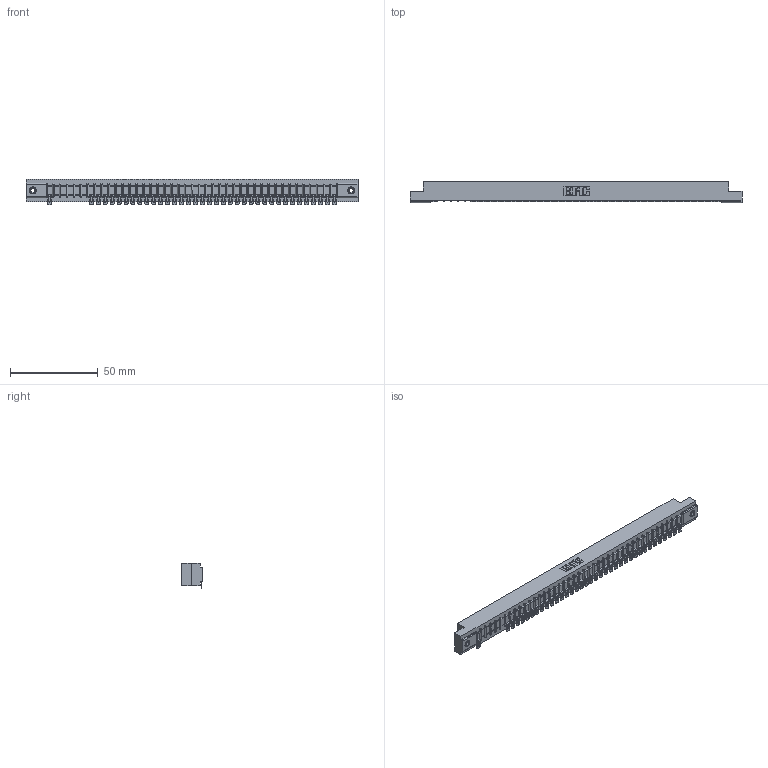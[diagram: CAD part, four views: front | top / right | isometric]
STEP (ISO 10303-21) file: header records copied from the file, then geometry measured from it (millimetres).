
FILE_DESCRIPTION (( 'STEP AP203' ), '1' );
FILE_NAME ('357-042-554-108.STEP', '2018-08-11T08:31:24', ( '' ), ( '' ), 'SwSTEP 2.0', 'SolidWorks 2016', '' );
FILE_SCHEMA (( 'CONFIG_CONTROL_DESIGN' ));
Length unit declared in the file: inch
Products named in the file (4): 307 Part_.156 Dia Mounting Holes; 307-290-002_554; 345-250-001_345-250-003-102; 357-042-554-108
Assembly tree (40 placements, depth 2):
  357-042-554-108
    307 Part_.156 Dia Mounting Holes
    307-290-002_554  x37
    345-250-001_345-250-003-102  x2
Bounding box: 189.43 x 12.01 x 14.52 mm (x, y, z)
Volume: 20133.9 mm3; surface area: 24550.8 mm2
Topology: 40 solids, 40 shells, 3318 faces, 10140 edges, 6636 vertices
Faces by surface type: plane 1864, cylinder 1352, sphere 86, cone 12, torus 4
Entity records: 37996 total; most frequent: CARTESIAN_POINT 6412, ORIENTED_EDGE 6400, DIRECTION 6240, EDGE_CURVE 3200, LINE 2444, VECTOR 2444, VERTEX_POINT 2070, AXIS2_PLACEMENT_3D 1898
